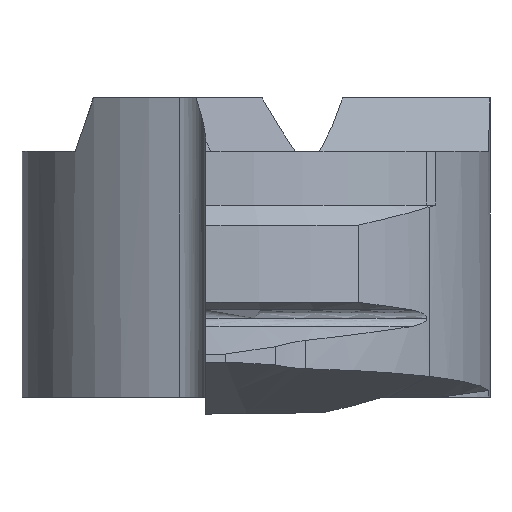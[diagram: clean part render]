
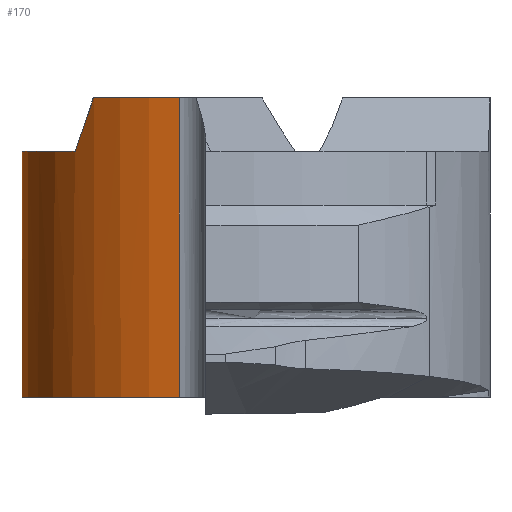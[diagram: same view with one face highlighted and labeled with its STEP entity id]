
A CAD part, left-side view. The second image highlights one B-rep face of the part: STEP entity #170.
In plain terms, the highlighted cylindrical face has radius 3 mm (diameter 6 mm), a partial arc.
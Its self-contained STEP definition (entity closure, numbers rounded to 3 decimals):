
#63=CYLINDRICAL_SURFACE('',#1130,3.);
#107=CIRCLE('',#1080,3.);
#128=CIRCLE('',#1113,3.);
#136=CIRCLE('',#1127,3.);
#170=ADVANCED_FACE('',(#250),#63,.T.);
#250=FACE_OUTER_BOUND('',#305,.T.);
#305=EDGE_LOOP('',(#595,#596,#597,#598,#599,#600));
#370=LINE('',#1854,#431);
#371=LINE('',#1855,#432);
#431=VECTOR('',#1318,1.);
#432=VECTOR('',#1319,1.);
#595=ORIENTED_EDGE('',*,*,#878,.T.);
#596=ORIENTED_EDGE('',*,*,#959,.T.);
#597=ORIENTED_EDGE('',*,*,#935,.F.);
#598=ORIENTED_EDGE('',*,*,#950,.F.);
#599=ORIENTED_EDGE('',*,*,#954,.T.);
#600=ORIENTED_EDGE('',*,*,#960,.F.);
#777=VERTEX_POINT('',#1517);
#778=VERTEX_POINT('',#1519);
#816=VERTEX_POINT('',#1789);
#817=VERTEX_POINT('',#1790);
#826=VERTEX_POINT('',#1829);
#827=VERTEX_POINT('',#1839);
#878=EDGE_CURVE('',#778,#777,#107,.T.);
#935=EDGE_CURVE('',#816,#817,#128,.T.);
#950=EDGE_CURVE('',#826,#816,#1040,.T.);
#954=EDGE_CURVE('',#826,#827,#136,.T.);
#959=EDGE_CURVE('',#777,#817,#370,.T.);
#960=EDGE_CURVE('',#778,#827,#371,.T.);
#1040=(
BOUNDED_CURVE()
B_SPLINE_CURVE(3,(#1830,#1831,#1832,#1833),.UNSPECIFIED.,.F.,.F.)
B_SPLINE_CURVE_WITH_KNOTS((4,4),(0.,1.),.UNSPECIFIED.)
CURVE()
GEOMETRIC_REPRESENTATION_ITEM()
RATIONAL_B_SPLINE_CURVE((1.,0.999,0.999,1.))
REPRESENTATION_ITEM('')
);
#1080=AXIS2_PLACEMENT_3D('',#1518,#1191,#1192);
#1113=AXIS2_PLACEMENT_3D('',#1788,#1276,#1277);
#1127=AXIS2_PLACEMENT_3D('',#1840,#1310,#1311);
#1130=AXIS2_PLACEMENT_3D('',#1856,#1320,#1321);
#1191=DIRECTION('',(0.,0.,1.));
#1192=DIRECTION('',(-1.,0.,0.));
#1276=DIRECTION('',(0.,0.,1.));
#1277=DIRECTION('',(1.,0.,0.));
#1310=DIRECTION('',(0.,0.,-1.));
#1311=DIRECTION('',(1.,0.,0.));
#1318=DIRECTION('',(0.,0.,1.));
#1319=DIRECTION('',(0.,0.,1.));
#1320=DIRECTION('',(0.,0.,1.));
#1321=DIRECTION('',(1.,0.,0.));
#1517=CARTESIAN_POINT('',(-3.125,1.143,-3.67));
#1518=CARTESIAN_POINT('',(-0.194,0.503,-3.67));
#1519=CARTESIAN_POINT('',(0.,3.497,-3.67));
#1788=CARTESIAN_POINT('',(-0.194,0.503,0.8));
#1789=CARTESIAN_POINT('',(-2.496,2.427,0.8));
#1790=CARTESIAN_POINT('',(-3.125,1.143,0.8));
#1829=CARTESIAN_POINT('',(-2.232,2.705,0.));
#1830=CARTESIAN_POINT('',(-2.232,2.705,0.));
#1831=CARTESIAN_POINT('',(-2.326,2.618,0.262));
#1832=CARTESIAN_POINT('',(-2.414,2.525,0.529));
#1833=CARTESIAN_POINT('',(-2.496,2.427,0.8));
#1839=CARTESIAN_POINT('',(0.,3.497,0.));
#1840=CARTESIAN_POINT('',(-0.194,0.503,0.));
#1854=CARTESIAN_POINT('',(-3.125,1.143,-9.2));
#1855=CARTESIAN_POINT('',(0.,3.497,-4.));
#1856=CARTESIAN_POINT('',(-0.194,0.503,-4.));
